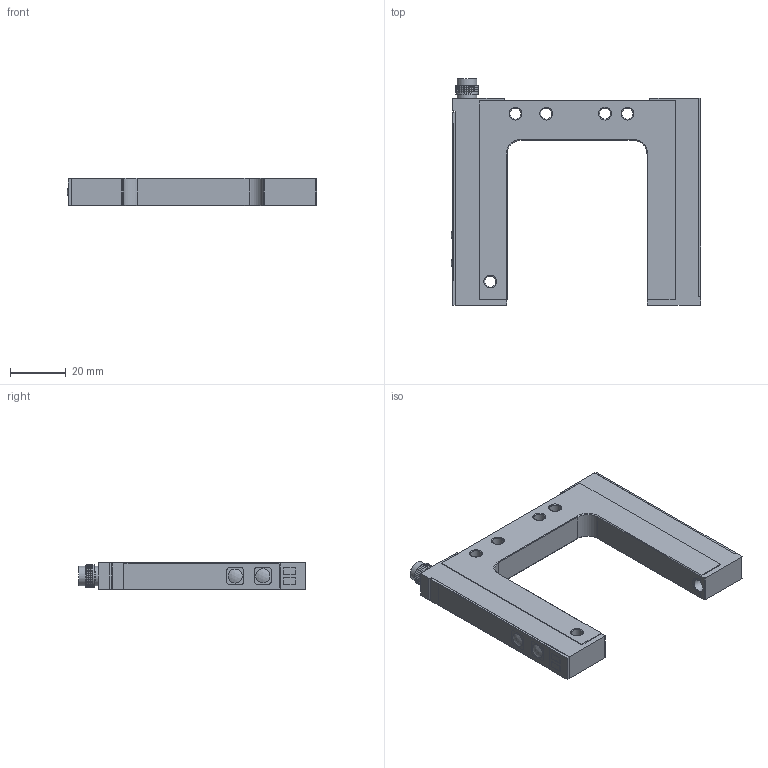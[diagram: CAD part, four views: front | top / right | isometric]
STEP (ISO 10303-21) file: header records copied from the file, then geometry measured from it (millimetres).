
FILE_DESCRIPTION(/* description */ (''),/* implementation_level */ '2;1');
FILE_NAME(/* name */ 'KLM06-0506.stp',/* time_stamp */ '2016-06-30T15:07:06+08:00',/* author */ (''),/* organization */ (''),/* preprocessor_version */ 'ST-DEVELOPER v16',/* originating_system */ 'SIEMENS PLM Software NX 10.0',/* authorisation */ '');
FILE_SCHEMA (('AP203_CONFIGURATION_CONTROLLED_3D_DESIGN_OF_MECHANICAL_PARTS_AND_ASSEMBLIES_MIM_LF { 1 0 10303 403 2 1 2}'));
Length unit declared in the file: millimetre
Products named in the file (1): Mome378CAC43kfp8
Bounding box: 89.15 x 81 x 10 mm (x, y, z)
Volume: 34046.4 mm3; surface area: 12840.4 mm2
Topology: 1 solids, 1 shells, 154 faces, 408 edges, 267 vertices
Faces by surface type: plane 104, cylinder 34, torus 8, cone 4, sphere 2, bspline 2
Full cylindrical faces by diameter (mm): 4 x5, 4.578 x2, 4.994 x1, 5.105 x1, 6.47 x1, 7 x2, 8 x3
Entity records: 4997 total; most frequent: CARTESIAN_POINT 1189, ORIENTED_EDGE 762, DIRECTION 737, EDGE_CURVE 381, LINE 285, VECTOR 285, VERTEX_POINT 264, AXIS2_PLACEMENT_3D 226
